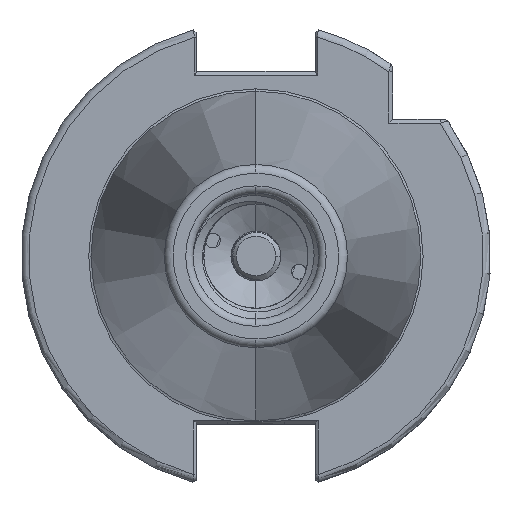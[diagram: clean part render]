
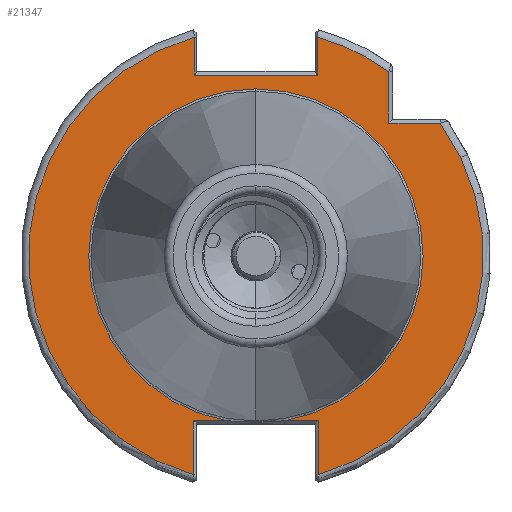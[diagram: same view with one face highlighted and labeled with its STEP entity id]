
A CAD part, left-side view. The second image highlights one B-rep face of the part: STEP entity #21347.
In plain terms, the highlighted planar face has unit normal (-1, 0, 0).
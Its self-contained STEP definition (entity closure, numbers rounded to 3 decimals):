
#853 = CARTESIAN_POINT ( 'NONE',  ( 0., -8.335, 24.5 ) ) ;
#933 = CARTESIAN_POINT ( 'NONE',  ( 0., -8.335, 29.625 ) ) ;
#937 = CARTESIAN_POINT ( 'NONE',  ( 0., -18., 18. ) ) ;
#946 = CARTESIAN_POINT ( 'NONE',  ( 0., 8.335, 24.5 ) ) ;
#960 = CARTESIAN_POINT ( 'NONE',  ( 0., -8.451, -22.3 ) ) ;
#965 = CARTESIAN_POINT ( 'NONE',  ( 0., -8.451, -29.592 ) ) ;
#975 = CARTESIAN_POINT ( 'NONE',  ( 0., 3.833, -22.3 ) ) ;
#1000 = CARTESIAN_POINT ( 'NONE',  ( 0., -24.962, 18. ) ) ;
#1002 = CARTESIAN_POINT ( 'NONE',  ( 0., -18., 24.962 ) ) ;
#1003 = CARTESIAN_POINT ( 'NONE',  ( 0., 8.335, 29.625 ) ) ;
#1022 = CARTESIAN_POINT ( 'NONE',  ( 0., 8.451, -22.3 ) ) ;
#1044 = CARTESIAN_POINT ( 'NONE',  ( 0., 8.451, -29.592 ) ) ;
#5721 = EDGE_LOOP ( 'NONE', ( #21934, #21959, #21870, #21970, #21975, #21873, #21943, #21916, #21915, #21976, #21928, #21961, #21942, #21884 ) ) ;
#8928 = DIRECTION ( 'NONE',  ( 1., 0., 0. ) ) ;
#8932 = DIRECTION ( 'NONE',  ( 0., 0., -1. ) ) ;
#8958 = CARTESIAN_POINT ( 'NONE',  ( 0., 0., 0. ) ) ;
#10288 = DIRECTION ( 'NONE',  ( 1., 0., 0. ) ) ;
#10299 = DIRECTION ( 'NONE',  ( 0., 0., -1. ) ) ;
#10303 = CARTESIAN_POINT ( 'NONE',  ( 0., 22.692, 0. ) ) ;
#10312 = PLANE ( 'NONE',  #20808 ) ;
#12926 = CIRCLE ( 'NONE', #17633, 22.627 ) ;
#13884 = LINE ( 'NONE', #14997, #14041 ) ;
#13983 = CIRCLE ( 'NONE', #17421, 22.627 ) ;
#14001 = VECTOR ( 'NONE', #15471, 1000. ) ;
#14018 = VECTOR ( 'NONE', #15615, 1000. ) ;
#14024 = VECTOR ( 'NONE', #15002, 1000. ) ;
#14041 = VECTOR ( 'NONE', #14989, 1000. ) ;
#14053 = LINE ( 'NONE', #15602, #14018 ) ;
#14057 = LINE ( 'NONE', #15644, #14167 ) ;
#14061 = CIRCLE ( 'NONE', #17407, 30.775 ) ;
#14074 = LINE ( 'NONE', #15009, #14024 ) ;
#14089 = LINE ( 'NONE', #15459, #14001 ) ;
#14097 = CIRCLE ( 'NONE', #17415, 30.775 ) ;
#14161 = VECTOR ( 'NONE', #15947, 1000. ) ;
#14167 = VECTOR ( 'NONE', #15626, 1000. ) ;
#14169 = CIRCLE ( 'NONE', #17394, 30.775 ) ;
#14173 = VECTOR ( 'NONE', #15944, 1000. ) ;
#14175 = LINE ( 'NONE', #15804, #14181 ) ;
#14181 = VECTOR ( 'NONE', #15787, 1000. ) ;
#14186 = LINE ( 'NONE', #15977, #14173 ) ;
#14188 = LINE ( 'NONE', #15789, #14190 ) ;
#14190 = VECTOR ( 'NONE', #15780, 1000. ) ;
#14192 = LINE ( 'NONE', #15973, #14161 ) ;
#14397 = FACE_OUTER_BOUND ( 'NONE', #5721, .T. ) ;
#14989 = DIRECTION ( 'NONE',  ( 0., 0., 1. ) ) ;
#14997 = CARTESIAN_POINT ( 'NONE',  ( 0., 8.335, 29.704 ) ) ;
#15002 = DIRECTION ( 'NONE',  ( 0., 0., 1. ) ) ;
#15009 = CARTESIAN_POINT ( 'NONE',  ( 0., -18., 24.594 ) ) ;
#15401 = CARTESIAN_POINT ( 'NONE',  ( 0., 0., 0. ) ) ;
#15403 = DIRECTION ( 'NONE',  ( -1., 0., 0. ) ) ;
#15420 = DIRECTION ( 'NONE',  ( 0., 0., -1. ) ) ;
#15433 = DIRECTION ( 'NONE',  ( -1., 0., 0. ) ) ;
#15436 = DIRECTION ( 'NONE',  ( 0., 0., -1. ) ) ;
#15450 = CARTESIAN_POINT ( 'NONE',  ( 0., 0., 0. ) ) ;
#15459 = CARTESIAN_POINT ( 'NONE',  ( 0., 8.451, 0. ) ) ;
#15471 = DIRECTION ( 'NONE',  ( 0., 0., 1. ) ) ;
#15535 = DIRECTION ( 'NONE',  ( 1., 0., 0. ) ) ;
#15544 = DIRECTION ( 'NONE',  ( 0., 0., -1. ) ) ;
#15578 = CARTESIAN_POINT ( 'NONE',  ( 0., 0., 0. ) ) ;
#15602 = CARTESIAN_POINT ( 'NONE',  ( 0., -18.5, 18. ) ) ;
#15615 = DIRECTION ( 'NONE',  ( 0., 1., 0. ) ) ;
#15626 = DIRECTION ( 'NONE',  ( 0., -1., 0. ) ) ;
#15644 = CARTESIAN_POINT ( 'NONE',  ( 0., 22.692, -22.3 ) ) ;
#15780 = DIRECTION ( 'NONE',  ( 0., 0., -1. ) ) ;
#15787 = DIRECTION ( 'NONE',  ( 0., 0., -1. ) ) ;
#15789 = CARTESIAN_POINT ( 'NONE',  ( 0., -8.335, 25. ) ) ;
#15804 = CARTESIAN_POINT ( 'NONE',  ( 0., -8.451, 0. ) ) ;
#15837 = CARTESIAN_POINT ( 'NONE',  ( 0., 0., 0. ) ) ;
#15853 = DIRECTION ( 'NONE',  ( -1., 0., 0. ) ) ;
#15854 = DIRECTION ( 'NONE',  ( 0., 0., -1. ) ) ;
#15944 = DIRECTION ( 'NONE',  ( 0., -1., 0. ) ) ;
#15947 = DIRECTION ( 'NONE',  ( 0., 1., 0. ) ) ;
#15973 = CARTESIAN_POINT ( 'NONE',  ( 0., 8.05, 24.5 ) ) ;
#15977 = CARTESIAN_POINT ( 'NONE',  ( 0., 22.692, -22.3 ) ) ;
#17182 = CARTESIAN_POINT ( 'NONE',  ( 0., 0., 22.627 ) ) ;
#17216 = CARTESIAN_POINT ( 'NONE',  ( 0., -3.833, -22.3 ) ) ;
#17394 = AXIS2_PLACEMENT_3D ( 'NONE', #15837, #15853, #15854 ) ;
#17407 = AXIS2_PLACEMENT_3D ( 'NONE', #15401, #15403, #15420 ) ;
#17415 = AXIS2_PLACEMENT_3D ( 'NONE', #15450, #15433, #15436 ) ;
#17421 = AXIS2_PLACEMENT_3D ( 'NONE', #15578, #15535, #15544 ) ;
#17633 = AXIS2_PLACEMENT_3D ( 'NONE', #8958, #8928, #8932 ) ;
#19096 = VERTEX_POINT ( 'NONE', #17182 ) ;
#19108 = VERTEX_POINT ( 'NONE', #17216 ) ;
#20808 = AXIS2_PLACEMENT_3D ( 'NONE', #10303, #10288, #10299 ) ;
#21347 = ADVANCED_FACE ( 'NONE', ( #14397 ), #10312, .F. ) ;
#21870 = ORIENTED_EDGE ( 'NONE', *, *, #28553, .T. ) ;
#21873 = ORIENTED_EDGE ( 'NONE', *, *, #28531, .T. ) ;
#21884 = ORIENTED_EDGE ( 'NONE', *, *, #28619, .T. ) ;
#21915 = ORIENTED_EDGE ( 'NONE', *, *, #28594, .T. ) ;
#21916 = ORIENTED_EDGE ( 'NONE', *, *, #28572, .T. ) ;
#21928 = ORIENTED_EDGE ( 'NONE', *, *, #28994, .T. ) ;
#21934 = ORIENTED_EDGE ( 'NONE', *, *, #28593, .T. ) ;
#21942 = ORIENTED_EDGE ( 'NONE', *, *, #28608, .T. ) ;
#21943 = ORIENTED_EDGE ( 'NONE', *, *, #28570, .T. ) ;
#21959 = ORIENTED_EDGE ( 'NONE', *, *, #28535, .T. ) ;
#21961 = ORIENTED_EDGE ( 'NONE', *, *, #28626, .T. ) ;
#21970 = ORIENTED_EDGE ( 'NONE', *, *, #28610, .T. ) ;
#21975 = ORIENTED_EDGE ( 'NONE', *, *, #28630, .T. ) ;
#21976 = ORIENTED_EDGE ( 'NONE', *, *, #28585, .T. ) ;
#28531 = EDGE_CURVE ( 'NONE', #29328, #29302, #13884, .T. ) ;
#28535 = EDGE_CURVE ( 'NONE', #29231, #29307, #14074, .T. ) ;
#28553 = EDGE_CURVE ( 'NONE', #29307, #29236, #14061, .T. ) ;
#28570 = EDGE_CURVE ( 'NONE', #29302, #29289, #14097, .T. ) ;
#28572 = EDGE_CURVE ( 'NONE', #29289, #29317, #14089, .T. ) ;
#28585 = EDGE_CURVE ( 'NONE', #29285, #19096, #13983, .T. ) ;
#28593 = EDGE_CURVE ( 'NONE', #29301, #29231, #14053, .T. ) ;
#28594 = EDGE_CURVE ( 'NONE', #29317, #29285, #14057, .T. ) ;
#28608 = EDGE_CURVE ( 'NONE', #29275, #29272, #14175, .T. ) ;
#28610 = EDGE_CURVE ( 'NONE', #29236, #29206, #14188, .T. ) ;
#28619 = EDGE_CURVE ( 'NONE', #29272, #29301, #14169, .T. ) ;
#28626 = EDGE_CURVE ( 'NONE', #19108, #29275, #14186, .T. ) ;
#28630 = EDGE_CURVE ( 'NONE', #29206, #29328, #14192, .T. ) ;
#28994 = EDGE_CURVE ( 'NONE', #19096, #19108, #12926, .T. ) ;
#29206 = VERTEX_POINT ( 'NONE', #853 ) ;
#29231 = VERTEX_POINT ( 'NONE', #937 ) ;
#29236 = VERTEX_POINT ( 'NONE', #933 ) ;
#29272 = VERTEX_POINT ( 'NONE', #965 ) ;
#29275 = VERTEX_POINT ( 'NONE', #960 ) ;
#29285 = VERTEX_POINT ( 'NONE', #975 ) ;
#29289 = VERTEX_POINT ( 'NONE', #1044 ) ;
#29301 = VERTEX_POINT ( 'NONE', #1000 ) ;
#29302 = VERTEX_POINT ( 'NONE', #1003 ) ;
#29307 = VERTEX_POINT ( 'NONE', #1002 ) ;
#29317 = VERTEX_POINT ( 'NONE', #1022 ) ;
#29328 = VERTEX_POINT ( 'NONE', #946 ) ;
